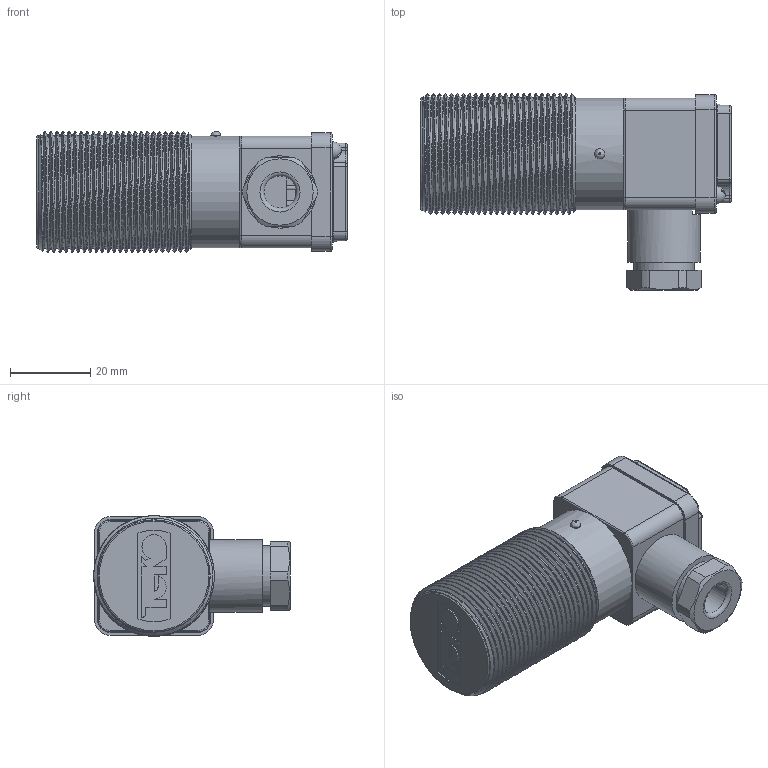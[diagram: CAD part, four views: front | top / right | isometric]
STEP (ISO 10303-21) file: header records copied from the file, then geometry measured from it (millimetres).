
FILE_DESCRIPTION(('STEP AP214'), '1');
FILE_NAME('ÄÊÑ-1510', '2020-07-08T20:04:44', ('Ïîëüçîâàòåëü Windows'), (''), 'ASCON STEP Converter 1.3', 'ASCON Math Kernel', '');
FILE_SCHEMA(('AUTOMOTIVE_DESIGN { 1 0 10303 214 3 1 1}'));
Length unit declared in the file: millimetre
Products named in the file (4): 1; 2; 擱藏.00.0013; 4
Assembly tree (3 placements, depth 2):
  1
    2
    擱藏.00.0013
    4
Bounding box: 77.2 x 48.9 x 30 mm (x, y, z)
Volume: 45698.7 mm3; surface area: 27797 mm2
Topology: 8 solids, 9 shells, 516 faces, 1282 edges, 804 vertices
Faces by surface type: plane 296, cylinder 145, torus 38, cone 31, bspline 4, sphere 2
Full cylindrical faces by diameter (mm): 1 x6, 2 x1, 2.4 x3, 2.5 x3, 2.8 x2, 3 x4, 4.4 x4, 4.5 x4, 5 x2, 8 x2, 9.6 x1, 13.2 x1, 13.7 x1, 15 x2, 16.3 x1, 18 x1, 18.7 x1, 24.7 x1, 26 x1, 26.8 x1, 27 x1, 27.8 x1, 27.9 x1
Entity records: 32717 total; most frequent: CARTESIAN_POINT 19305, DIRECTION 2695, ORIENTED_EDGE 2524, EDGE_CURVE 1265, AXIS2_PLACEMENT_3D 942, LINE 811, VECTOR 811, VERTEX_POINT 802
